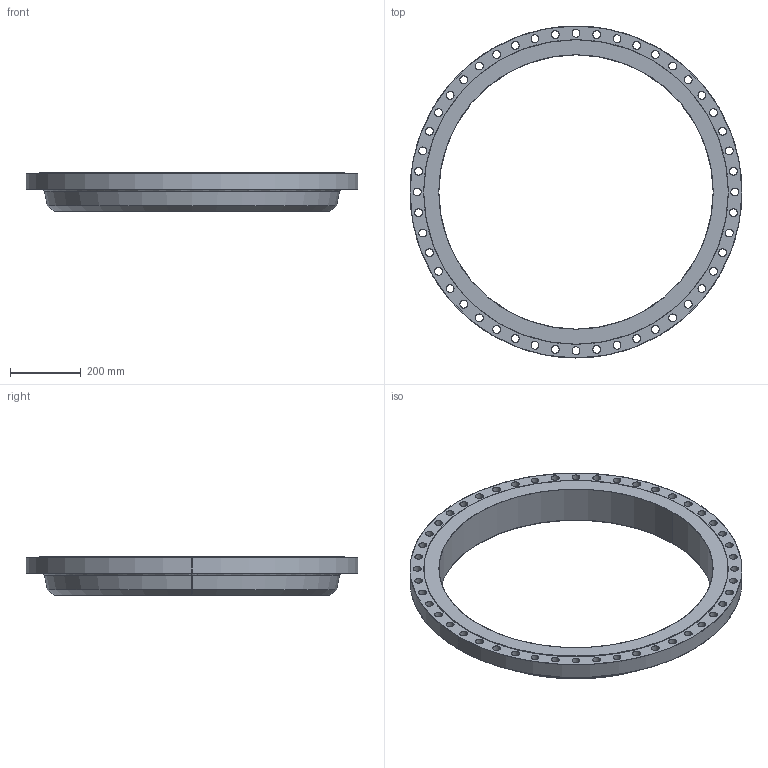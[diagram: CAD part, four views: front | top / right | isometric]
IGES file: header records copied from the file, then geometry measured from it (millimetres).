
Start section: SolidWorks IGES file using analytic representation for surfaces
Global section: file name: 32_150_B1647B_RF_WNF_OB_S40.IGS; native system: SolidWorks 2023; preprocessor: SolidWorks 2023; author: Ken_Snader; date: 240117.200055; units: inch
Bounding box: 941.39 x 941.39 x 107.95 mm (x, y, z)
Surface area: 1059776.5 mm2 (no closed solid volume)
Topology: 0 solids, 0 shells, 112 faces, 2480 edges, 2480 vertices
Faces by surface type: revolution 106, bspline 6
